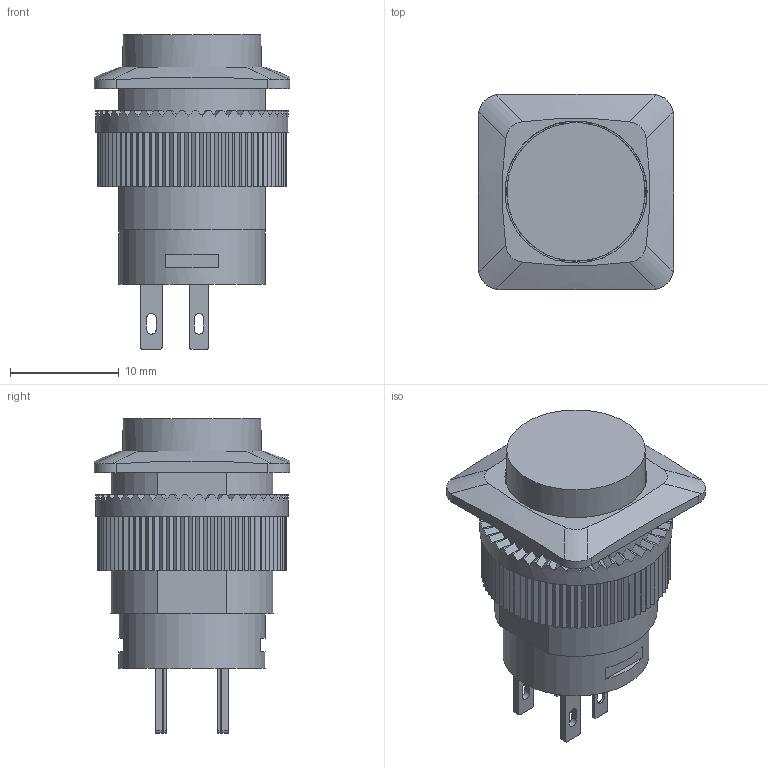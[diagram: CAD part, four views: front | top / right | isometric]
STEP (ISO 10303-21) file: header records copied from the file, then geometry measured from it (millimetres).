
FILE_DESCRIPTION((''),'2;1');
FILE_NAME('RP3508BBLKGRNGRNNS.stp','2011-03-18T08:07:35',('blarson'),(''),'Autodesk Inventor 11','Autodesk Inventor 11','');
FILE_SCHEMA(('AUTOMOTIVE_DESIGN { 1 0 10303 214 1 1 1 1 }'));
Length unit declared in the file: millimetre
Products named in the file (10): F130414; Rp3508 BODY; terminal; diffuser; diffuser cap; cap; terminal contact shaft; diffuser spring; NUT; terminal_LED
Assembly tree (11 placements, depth 2):
  F130414
    Rp3508 BODY
    terminal  x2
    diffuser
    diffuser cap
    cap
    terminal contact shaft
    diffuser spring
    NUT
    terminal_LED  x2
Bounding box: 18 x 18 x 29 mm (x, y, z)
Volume: 2449.4 mm3; surface area: 5460.1 mm2
Topology: 11 solids, 11 shells, 504 faces, 1407 edges, 933 vertices
Faces by surface type: plane 455, cylinder 35, bspline 8, torus 5, cone 1
Full cylindrical faces by diameter (mm): 1.5 x1, 2.25 x1, 4.5 x1, 10 x1, 11 x1, 11.25 x1, 11.75 x1, 12.75 x2, 13.1 x1, 13.5 x1, 15 x1, 17.75 x1
Entity records: 19589 total; most frequent: CARTESIAN_POINT 6892, DIRECTION 2631, ORIENTED_EDGE 2602, EDGE_CURVE 1301, VECTOR 907, LINE 907, VERTEX_POINT 871, AXIS2_PLACEMENT_3D 862
